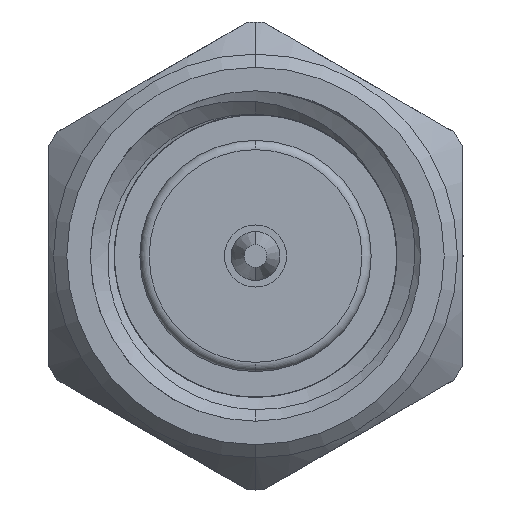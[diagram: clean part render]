
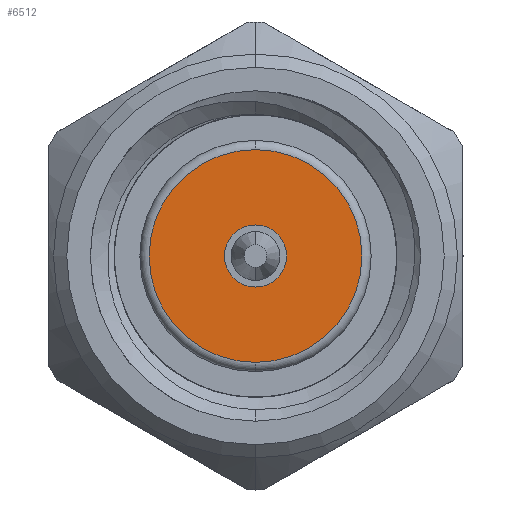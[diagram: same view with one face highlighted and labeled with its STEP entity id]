
A CAD part, left-side view. The second image highlights one B-rep face of the part: STEP entity #6512.
In plain terms, the highlighted planar face has unit normal (-1, 0, 0).
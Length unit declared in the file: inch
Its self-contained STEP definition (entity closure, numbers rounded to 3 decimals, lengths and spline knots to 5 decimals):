
#501 = EDGE_CURVE ( 'NONE', #2982, #7663, #2044, .T. ) ;
#631 = CARTESIAN_POINT ( 'NONE',  ( 0.1, 0., 0. ) ) ;
#954 = AXIS2_PLACEMENT_3D ( 'NONE', #6653, #1115, #3572 ) ;
#1115 = DIRECTION ( 'NONE',  ( -1., 0., 0. ) ) ;
#1390 = DIRECTION ( 'NONE',  ( 0., 1., 0. ) ) ;
#1473 = FACE_OUTER_BOUND ( 'NONE', #6536, .T. ) ;
#1812 = CARTESIAN_POINT ( 'NONE',  ( 0.1, 0., -0.0805 ) ) ;
#2044 = CIRCLE ( 'NONE', #3852, 0.0235 ) ;
#2224 = CARTESIAN_POINT ( 'NONE',  ( 0.1, 0., 0. ) ) ;
#2643 = PLANE ( 'NONE',  #6198 ) ;
#2783 = ORIENTED_EDGE ( 'NONE', *, *, #5205, .T. ) ;
#2982 = VERTEX_POINT ( 'NONE', #7861 ) ;
#3094 = DIRECTION ( 'NONE',  ( 0., 0., -1. ) ) ;
#3117 = EDGE_CURVE ( 'NONE', #5009, #4025, #4834, .T. ) ;
#3170 = DIRECTION ( 'NONE',  ( 0., 0., -1. ) ) ;
#3572 = DIRECTION ( 'NONE',  ( 0., 0., -1. ) ) ;
#3814 = FACE_BOUND ( 'NONE', #7280, .T. ) ;
#3852 = AXIS2_PLACEMENT_3D ( 'NONE', #6998, #7566, #3170 ) ;
#4025 = VERTEX_POINT ( 'NONE', #6288 ) ;
#4043 = AXIS2_PLACEMENT_3D ( 'NONE', #2224, #7155, #6543 ) ;
#4385 = DIRECTION ( 'NONE',  ( -1., 0., 0. ) ) ;
#4423 = CARTESIAN_POINT ( 'NONE',  ( 0.1, 0., 0. ) ) ;
#4834 = CIRCLE ( 'NONE', #954, 0.0805 ) ;
#4844 = CIRCLE ( 'NONE', #4043, 0.0805 ) ;
#5009 = VERTEX_POINT ( 'NONE', #1812 ) ;
#5205 = EDGE_CURVE ( 'NONE', #4025, #5009, #4844, .T. ) ;
#6198 = AXIS2_PLACEMENT_3D ( 'NONE', #4423, #6284, #1390 ) ;
#6284 = DIRECTION ( 'NONE',  ( 1., 0., 0. ) ) ;
#6288 = CARTESIAN_POINT ( 'NONE',  ( 0.1, 0., 0.0805 ) ) ;
#6322 = AXIS2_PLACEMENT_3D ( 'NONE', #631, #4385, #3094 ) ;
#6405 = EDGE_CURVE ( 'NONE', #7663, #2982, #6579, .T. ) ;
#6512 = ADVANCED_FACE ( 'NONE', ( #3814, #1473 ), #2643, .F. ) ;
#6513 = ORIENTED_EDGE ( 'NONE', *, *, #6405, .F. ) ;
#6536 = EDGE_LOOP ( 'NONE', ( #6712, #2783 ) ) ;
#6538 = CARTESIAN_POINT ( 'NONE',  ( 0.1, 0., 0.0235 ) ) ;
#6543 = DIRECTION ( 'NONE',  ( 0., 0., -1. ) ) ;
#6579 = CIRCLE ( 'NONE', #6322, 0.0235 ) ;
#6653 = CARTESIAN_POINT ( 'NONE',  ( 0.1, 0., 0. ) ) ;
#6712 = ORIENTED_EDGE ( 'NONE', *, *, #3117, .T. ) ;
#6998 = CARTESIAN_POINT ( 'NONE',  ( 0.1, 0., 0. ) ) ;
#7155 = DIRECTION ( 'NONE',  ( -1., 0., 0. ) ) ;
#7280 = EDGE_LOOP ( 'NONE', ( #7306, #6513 ) ) ;
#7306 = ORIENTED_EDGE ( 'NONE', *, *, #501, .F. ) ;
#7566 = DIRECTION ( 'NONE',  ( -1., 0., 0. ) ) ;
#7663 = VERTEX_POINT ( 'NONE', #6538 ) ;
#7861 = CARTESIAN_POINT ( 'NONE',  ( 0.1, 0., -0.0235 ) ) ;
